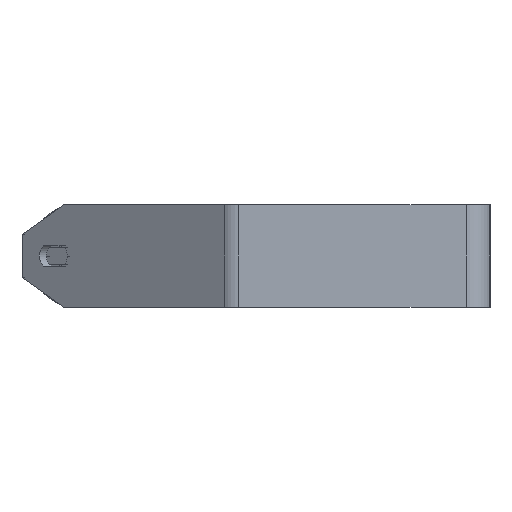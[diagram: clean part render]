
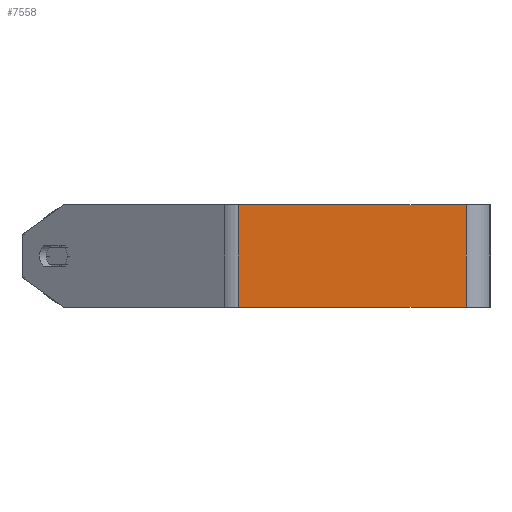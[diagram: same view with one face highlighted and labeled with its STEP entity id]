
A CAD part, left-side view. The second image highlights one B-rep face of the part: STEP entity #7558.
In plain terms, the highlighted planar face has unit normal (-1, 0, 0).
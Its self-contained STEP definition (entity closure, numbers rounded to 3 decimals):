
#164 = LINE ( 'NONE', #3504, #1872 ) ;
#412 = CARTESIAN_POINT ( 'NONE',  ( -500., 147.86, -30. ) ) ;
#650 = VERTEX_POINT ( 'NONE', #2729 ) ;
#807 = DIRECTION ( 'NONE',  ( 0., 0., -1. ) ) ;
#1123 = ORIENTED_EDGE ( 'NONE', *, *, #6120, .F. ) ;
#1615 = VECTOR ( 'NONE', #8020, 1000. ) ;
#1686 = LINE ( 'NONE', #5131, #1615 ) ;
#1872 = VECTOR ( 'NONE', #7678, 1000. ) ;
#2054 = CARTESIAN_POINT ( 'NONE',  ( -500., 152.274, 30. ) ) ;
#2202 = EDGE_CURVE ( 'NONE', #650, #4429, #5037, .T. ) ;
#2610 = CARTESIAN_POINT ( 'NONE',  ( -500., 14., 30. ) ) ;
#2729 = CARTESIAN_POINT ( 'NONE',  ( -500., 147.86, 30. ) ) ;
#3275 = DIRECTION ( 'NONE',  ( 0., -1., 0. ) ) ;
#3504 = CARTESIAN_POINT ( 'NONE',  ( -500., 14., 30. ) ) ;
#3843 = VERTEX_POINT ( 'NONE', #7049 ) ;
#3939 = DIRECTION ( 'NONE',  ( 0., 0., -1. ) ) ;
#4429 = VERTEX_POINT ( 'NONE', #412 ) ;
#4642 = PLANE ( 'NONE',  #7441 ) ;
#4927 = ORIENTED_EDGE ( 'NONE', *, *, #2202, .T. ) ;
#5037 = LINE ( 'NONE', #8424, #5319 ) ;
#5131 = CARTESIAN_POINT ( 'NONE',  ( -500., 152.274, 30. ) ) ;
#5319 = VECTOR ( 'NONE', #807, 1000. ) ;
#5722 = EDGE_LOOP ( 'NONE', ( #6974, #1123, #8444, #4927 ) ) ;
#6101 = DIRECTION ( 'NONE',  ( 1., 0., 0. ) ) ;
#6102 = LINE ( 'NONE', #6778, #8182 ) ;
#6120 = EDGE_CURVE ( 'NONE', #8301, #3843, #164, .T. ) ;
#6778 = CARTESIAN_POINT ( 'NONE',  ( -500., 152.274, -30. ) ) ;
#6974 = ORIENTED_EDGE ( 'NONE', *, *, #8600, .T. ) ;
#7049 = CARTESIAN_POINT ( 'NONE',  ( -500., 14., -30. ) ) ;
#7441 = AXIS2_PLACEMENT_3D ( 'NONE', #2054, #6101, #3939 ) ;
#7558 = ADVANCED_FACE ( 'NONE', ( #8749 ), #4642, .F. ) ;
#7678 = DIRECTION ( 'NONE',  ( 0., 0., -1. ) ) ;
#7920 = EDGE_CURVE ( 'NONE', #650, #8301, #1686, .T. ) ;
#8020 = DIRECTION ( 'NONE',  ( 0., -1., 0. ) ) ;
#8182 = VECTOR ( 'NONE', #3275, 1000. ) ;
#8301 = VERTEX_POINT ( 'NONE', #2610 ) ;
#8424 = CARTESIAN_POINT ( 'NONE',  ( -500., 147.86, 30. ) ) ;
#8444 = ORIENTED_EDGE ( 'NONE', *, *, #7920, .F. ) ;
#8600 = EDGE_CURVE ( 'NONE', #4429, #3843, #6102, .T. ) ;
#8749 = FACE_OUTER_BOUND ( 'NONE', #5722, .T. ) ;
